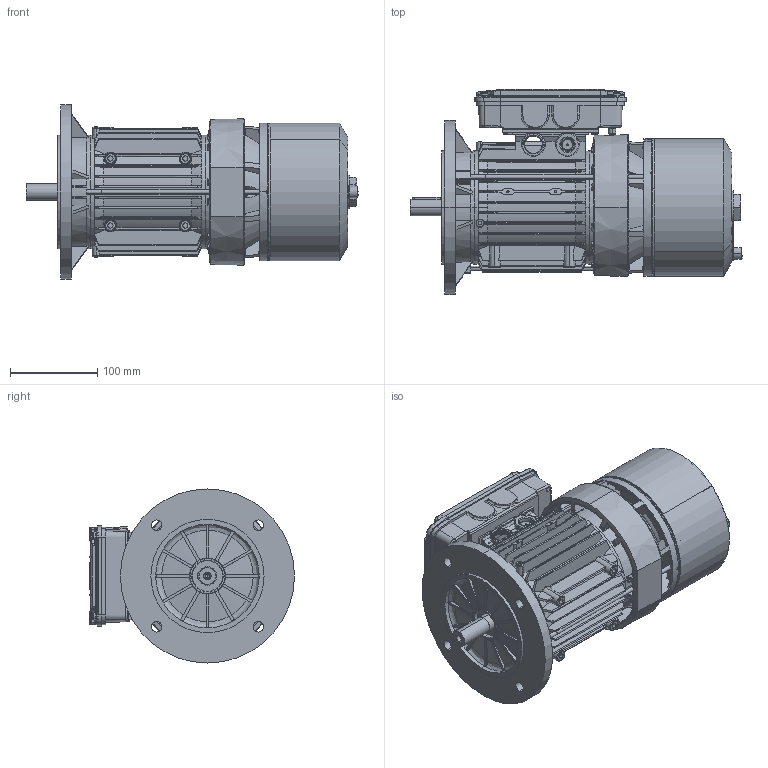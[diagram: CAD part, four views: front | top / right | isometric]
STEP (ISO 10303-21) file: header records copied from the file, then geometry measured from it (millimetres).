
FILE_DESCRIPTION (( 'STEP AP214' ), '1' );
FILE_NAME ('13HB.STEP', '2024-04-23T22:13:41', ( '' ), ( '' ), 'SwSTEP 2.0', 'SolidWorks 2021', '' );
FILE_SCHEMA (( 'AUTOMOTIVE_DESIGN' ));
Length unit declared in the file: inch
Products named in the file (1): 13HB
Bounding box: 381.38 x 235.5 x 200 mm (x, y, z)
Volume: 1495628.3 mm3; surface area: 857579.4 mm2
Topology: 22 solids, 30 shells, 3691 faces, 10031 edges, 6428 vertices
Faces by surface type: plane 1359, cylinder 1030, bspline 847, cone 455
Entity records: 157444 total; most frequent: CARTESIAN_POINT 71512, ORIENTED_EDGE 19920, DIRECTION 15273, EDGE_CURVE 9960, VERTEX_POINT 6429, AXIS2_PLACEMENT_3D 5541, VECTOR 4191, LINE 4191
